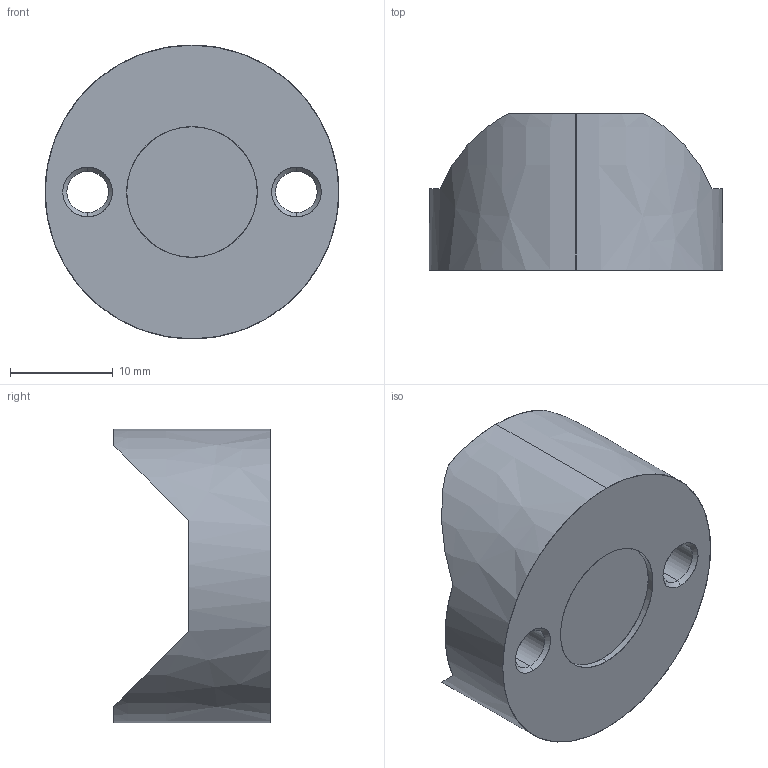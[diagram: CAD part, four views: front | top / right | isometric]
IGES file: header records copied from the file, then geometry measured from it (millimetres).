
Start section: SolidWorks IGES file using analytic representation for surfaces
Global section: file name: Vee Block - Surface Mount.IGS; native system: SolidWorks 2005 by SolidWorks Corporation; preprocessor: SolidWorks 2005 by SolidWorks Corporation; author: rvillegas; date: 061205.191425; units: inch
Bounding box: 28.57 x 15.24 x 28.57 mm (x, y, z)
Surface area: 2651.4 mm2 (no closed solid volume)
Topology: 0 solids, 0 shells, 23 faces, 388 edges, 388 vertices
Faces by surface type: revolution 16, bspline 7
